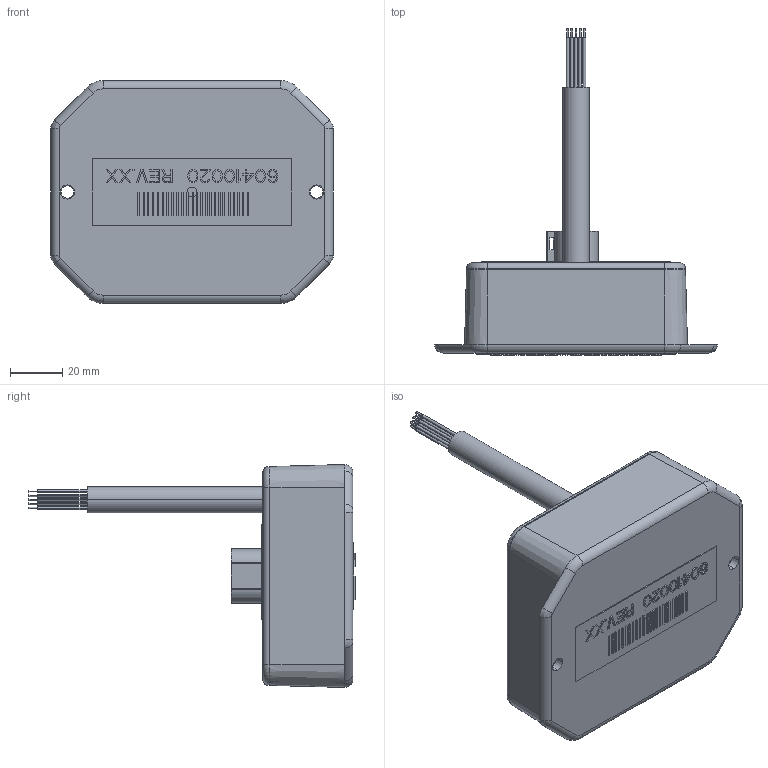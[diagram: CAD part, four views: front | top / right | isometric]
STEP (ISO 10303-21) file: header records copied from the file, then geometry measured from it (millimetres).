
FILE_DESCRIPTION((''),'2;1');
FILE_NAME('C46463_60410020','2014-03-19T',('mhart'),(''),'PRO/ENGINEER BY PARAMETRIC TECHNOLOGY CORPORATION, 2011310','PRO/ENGINEER BY PARAMETRIC TECHNOLOGY CORPORATION, 2011310','');
FILE_SCHEMA(('CONFIG_CONTROL_DESIGN','SHAPE_APPEARANCE_LAYERS_GROUPS'));
Products named in the file (1): C46463_60410020
Bounding box: 107.95 x 124.62 x 85.22 mm (x, y, z)
Volume: 89830.6 mm3; surface area: 68200.2 mm2
Topology: 2 solids, 7 shells, 2023 faces, 5392 edges, 3519 vertices
Faces by surface type: plane 1271, cylinder 332, bspline 265, cone 120, torus 22, sphere 7, extrusion 6
Entity records: 95606 total; most frequent: CARTESIAN_POINT 39848, ORIENTED_EDGE 10780, DIRECTION 8887, EDGE_CURVE 5390, VECTOR 3713, LINE 3707, VERTEX_POINT 3519, AXIS2_PLACEMENT_3D 2587
